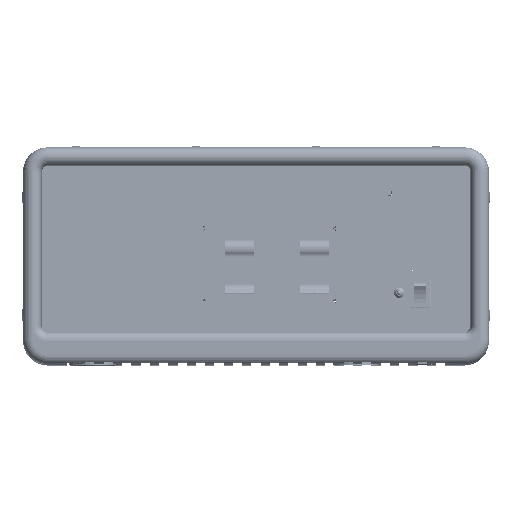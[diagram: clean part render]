
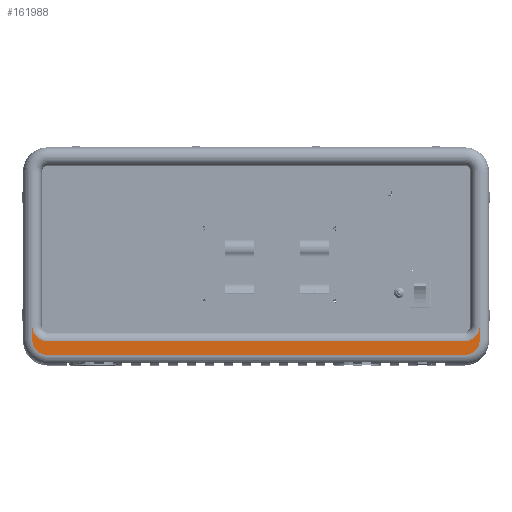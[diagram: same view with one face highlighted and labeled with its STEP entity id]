
A CAD part, top view. The second image highlights one B-rep face of the part: STEP entity #161988.
In plain terms, the highlighted planar face has unit normal (0, 0, 1).
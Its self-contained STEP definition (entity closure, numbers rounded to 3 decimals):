
#2693 = DIRECTION ( 'NONE',  ( -1., 0., 0. ) ) ;
#2858 = CARTESIAN_POINT ( 'NONE',  ( 10.42, 0., 7.35 ) ) ;
#5443 = DIRECTION ( 'NONE',  ( 0., 0., -1. ) ) ;
#7836 = EDGE_CURVE ( 'NONE', #17051, #106331, #207102, .T. ) ;
#11035 = CARTESIAN_POINT ( 'NONE',  ( 307.6, 0.889, 7.35 ) ) ;
#14817 = LINE ( 'NONE', #30962, #184894 ) ;
#17051 = VERTEX_POINT ( 'NONE', #98110 ) ;
#17744 = EDGE_CURVE ( 'NONE', #106331, #29445, #65144, .T. ) ;
#19372 = EDGE_CURVE ( 'NONE', #34437, #77557, #193080, .T. ) ;
#20274 = CARTESIAN_POINT ( 'NONE',  ( 297.186, 0., 7.35 ) ) ;
#28004 = AXIS2_PLACEMENT_3D ( 'NONE', #173580, #74873, #190119 ) ;
#29445 = VERTEX_POINT ( 'NONE', #11035 ) ;
#30962 = CARTESIAN_POINT ( 'NONE',  ( 0.006, 116.586, 7.35 ) ) ;
#31558 = CARTESIAN_POINT ( 'NONE',  ( 307.6, 116.586, 7.35 ) ) ;
#32255 = DIRECTION ( 'NONE',  ( 0., 1., 0. ) ) ;
#33196 = EDGE_CURVE ( 'NONE', #37013, #184810, #14817, .T. ) ;
#34437 = VERTEX_POINT ( 'NONE', #20274 ) ;
#37013 = VERTEX_POINT ( 'NONE', #172401 ) ;
#53830 = CARTESIAN_POINT ( 'NONE',  ( 297.186, -9.525, 7.35 ) ) ;
#57205 = VERTEX_POINT ( 'NONE', #79382 ) ;
#64125 = ORIENTED_EDGE ( 'NONE', *, *, #210943, .T. ) ;
#65144 = CIRCLE ( 'NONE', #115930, 10.414 ) ;
#70777 = ORIENTED_EDGE ( 'NONE', *, *, #104093, .T. ) ;
#72088 = ORIENTED_EDGE ( 'NONE', *, *, #19372, .T. ) ;
#72844 = EDGE_CURVE ( 'NONE', #29445, #57205, #168228, .T. ) ;
#73353 = EDGE_LOOP ( 'NONE', ( #204784, #177265, #172223, #72088, #64125, #104029, #70777, #199662 ) ) ;
#74873 = DIRECTION ( 'NONE',  ( 0., 0., 1. ) ) ;
#77557 = VERTEX_POINT ( 'NONE', #2858 ) ;
#79382 = CARTESIAN_POINT ( 'NONE',  ( 307.6, 10.414, 7.35 ) ) ;
#82106 = CARTESIAN_POINT ( 'NONE',  ( 297.186, 116.586, 7.35 ) ) ;
#84507 = DIRECTION ( 'NONE',  ( 1., 0., 0. ) ) ;
#97944 = PLANE ( 'NONE',  #116710 ) ;
#98110 = CARTESIAN_POINT ( 'NONE',  ( 10.42, -9.525, 7.35 ) ) ;
#98659 = DIRECTION ( 'NONE',  ( -1., 0., 0. ) ) ;
#99850 = CARTESIAN_POINT ( 'NONE',  ( 0.006, 0.889, 7.35 ) ) ;
#101315 = DIRECTION ( 'NONE',  ( 0., 0., -1. ) ) ;
#104029 = ORIENTED_EDGE ( 'NONE', *, *, #33196, .T. ) ;
#104093 = EDGE_CURVE ( 'NONE', #184810, #17051, #114590, .T. ) ;
#104100 = CARTESIAN_POINT ( 'NONE',  ( 10.42, 10.414, 7.35 ) ) ;
#106331 = VERTEX_POINT ( 'NONE', #53830 ) ;
#110152 = EDGE_CURVE ( 'NONE', #57205, #34437, #182464, .T. ) ;
#114590 = CIRCLE ( 'NONE', #28004, 10.414 ) ;
#115930 = AXIS2_PLACEMENT_3D ( 'NONE', #122384, #157116, #205251 ) ;
#116710 = AXIS2_PLACEMENT_3D ( 'NONE', #82106, #197313, #98659 ) ;
#119388 = VECTOR ( 'NONE', #84507, 1000. ) ;
#120567 = DIRECTION ( 'NONE',  ( -1., 0., 0. ) ) ;
#122384 = CARTESIAN_POINT ( 'NONE',  ( 297.186, 0.889, 7.35 ) ) ;
#130781 = FACE_OUTER_BOUND ( 'NONE', #73353, .T. ) ;
#132373 = CARTESIAN_POINT ( 'NONE',  ( 297.186, -9.525, 7.35 ) ) ;
#135597 = DIRECTION ( 'NONE',  ( -1., 0., 0. ) ) ;
#149117 = CARTESIAN_POINT ( 'NONE',  ( 297.186, 0., 7.35 ) ) ;
#152474 = CIRCLE ( 'NONE', #154095, 10.414 ) ;
#154095 = AXIS2_PLACEMENT_3D ( 'NONE', #104100, #5443, #120567 ) ;
#154423 = VECTOR ( 'NONE', #135597, 1000. ) ;
#157116 = DIRECTION ( 'NONE',  ( 0., 0., 1. ) ) ;
#161988 = ADVANCED_FACE ( 'NONE', ( #130781 ), #97944, .F. ) ;
#163019 = VECTOR ( 'NONE', #32255, 1000. ) ;
#168228 = LINE ( 'NONE', #31558, #163019 ) ;
#169560 = AXIS2_PLACEMENT_3D ( 'NONE', #199987, #101315, #2693 ) ;
#172223 = ORIENTED_EDGE ( 'NONE', *, *, #110152, .T. ) ;
#172401 = CARTESIAN_POINT ( 'NONE',  ( 0.006, 10.414, 7.35 ) ) ;
#173580 = CARTESIAN_POINT ( 'NONE',  ( 10.42, 0.889, 7.35 ) ) ;
#177265 = ORIENTED_EDGE ( 'NONE', *, *, #72844, .T. ) ;
#179225 = DIRECTION ( 'NONE',  ( 0., -1., 0. ) ) ;
#182464 = CIRCLE ( 'NONE', #169560, 10.414 ) ;
#184810 = VERTEX_POINT ( 'NONE', #99850 ) ;
#184894 = VECTOR ( 'NONE', #179225, 1000. ) ;
#190119 = DIRECTION ( 'NONE',  ( -1., 0., 0. ) ) ;
#193080 = LINE ( 'NONE', #149117, #154423 ) ;
#197313 = DIRECTION ( 'NONE',  ( 0., 0., -1. ) ) ;
#199662 = ORIENTED_EDGE ( 'NONE', *, *, #7836, .T. ) ;
#199987 = CARTESIAN_POINT ( 'NONE',  ( 297.186, 10.414, 7.35 ) ) ;
#204784 = ORIENTED_EDGE ( 'NONE', *, *, #17744, .T. ) ;
#205251 = DIRECTION ( 'NONE',  ( -1., 0., 0. ) ) ;
#207102 = LINE ( 'NONE', #132373, #119388 ) ;
#210943 = EDGE_CURVE ( 'NONE', #77557, #37013, #152474, .T. ) ;
